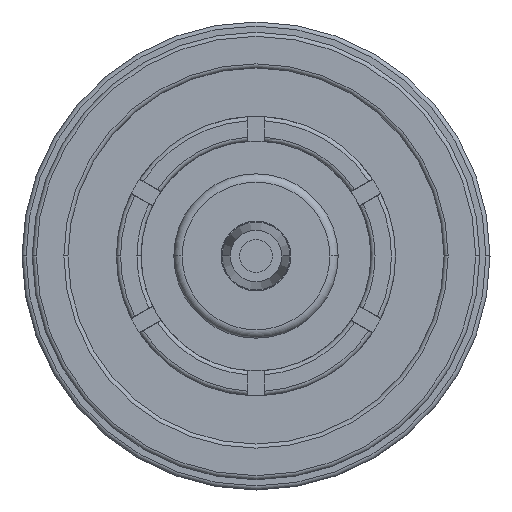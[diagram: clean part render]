
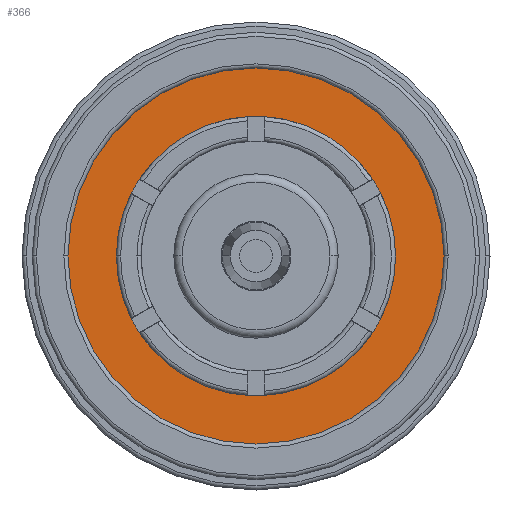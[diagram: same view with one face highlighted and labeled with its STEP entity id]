
A CAD part, left-side view. The second image highlights one B-rep face of the part: STEP entity #366.
In plain terms, the highlighted face is planar.
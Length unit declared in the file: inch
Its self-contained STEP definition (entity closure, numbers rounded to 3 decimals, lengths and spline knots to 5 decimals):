
#122 = VERTEX_POINT ( 'NONE', #1337 ) ;
#154 = EDGE_CURVE ( 'NONE', #412, #122, #1441, .T. ) ;
#314 = EDGE_LOOP ( 'NONE', ( #368, #367 ) ) ;
#343 = VERTEX_POINT ( 'NONE', #1823 ) ;
#346 = VERTEX_POINT ( 'NONE', #1847 ) ;
#347 = EDGE_CURVE ( 'NONE', #343, #346, #1788, .T. ) ;
#360 = EDGE_CURVE ( 'NONE', #122, #412, #1761, .T. ) ;
#366 = ADVANCED_FACE ( 'NONE', ( #1834, #1679 ), #1804, .T. ) ;
#367 = ORIENTED_EDGE ( 'NONE', *, *, #347, .T. ) ;
#368 = ORIENTED_EDGE ( 'NONE', *, *, #370, .T. ) ;
#370 = EDGE_CURVE ( 'NONE', #346, #343, #1743, .T. ) ;
#373 = EDGE_LOOP ( 'NONE', ( #375, #374 ) ) ;
#374 = ORIENTED_EDGE ( 'NONE', *, *, #154, .F. ) ;
#375 = ORIENTED_EDGE ( 'NONE', *, *, #360, .F. ) ;
#412 = VERTEX_POINT ( 'NONE', #1809 ) ;
#1337 = CARTESIAN_POINT ( 'NONE',  ( 0.17, 0., 0.16 ) ) ;
#1426 = CARTESIAN_POINT ( 'NONE',  ( 0., 0., 0.16 ) ) ;
#1438 = DIRECTION ( 'NONE',  ( -1., 0., 0. ) ) ;
#1439 = DIRECTION ( 'NONE',  ( 0., 0., -1. ) ) ;
#1440 = AXIS2_PLACEMENT_3D ( 'NONE', #1426, #1439, #1438 ) ;
#1441 = CIRCLE ( 'NONE', #1440, 0.17 ) ;
#1675 = CARTESIAN_POINT ( 'NONE',  ( 0., 0., 0.16 ) ) ;
#1676 = DIRECTION ( 'NONE',  ( -1., 0., 0. ) ) ;
#1677 = DIRECTION ( 'NONE',  ( 0., 0., -1. ) ) ;
#1678 = CARTESIAN_POINT ( 'NONE',  ( 0., 0., 0.16 ) ) ;
#1679 = FACE_BOUND ( 'NONE', #373, .T. ) ;
#1688 = DIRECTION ( 'NONE',  ( -1., 0., 0. ) ) ;
#1689 = DIRECTION ( 'NONE',  ( 0., 0., -1. ) ) ;
#1690 = CARTESIAN_POINT ( 'NONE',  ( 0., 0., 0.16 ) ) ;
#1691 = AXIS2_PLACEMENT_3D ( 'NONE', #1690, #1689, #1688 ) ;
#1693 = DIRECTION ( 'NONE',  ( -1., 0., 0. ) ) ;
#1739 = DIRECTION ( 'NONE',  ( 0., 0., -1. ) ) ;
#1740 = AXIS2_PLACEMENT_3D ( 'NONE', #1675, #1739, #1693 ) ;
#1743 = CIRCLE ( 'NONE', #1691, 0.229 ) ;
#1761 = CIRCLE ( 'NONE', #1826, 0.17 ) ;
#1762 = DIRECTION ( 'NONE',  ( -1., 0., 0. ) ) ;
#1763 = AXIS2_PLACEMENT_3D ( 'NONE', #1845, #1799, #1762 ) ;
#1788 = CIRCLE ( 'NONE', #1763, 0.229 ) ;
#1799 = DIRECTION ( 'NONE',  ( 0., 0., -1. ) ) ;
#1804 = PLANE ( 'NONE',  #1740 ) ;
#1809 = CARTESIAN_POINT ( 'NONE',  ( -0.17, 0., 0.16 ) ) ;
#1823 = CARTESIAN_POINT ( 'NONE',  ( 0.229, 0., 0.16 ) ) ;
#1826 = AXIS2_PLACEMENT_3D ( 'NONE', #1678, #1677, #1676 ) ;
#1834 = FACE_OUTER_BOUND ( 'NONE', #314, .T. ) ;
#1845 = CARTESIAN_POINT ( 'NONE',  ( 0., 0., 0.16 ) ) ;
#1847 = CARTESIAN_POINT ( 'NONE',  ( -0.229, 0., 0.16 ) ) ;
